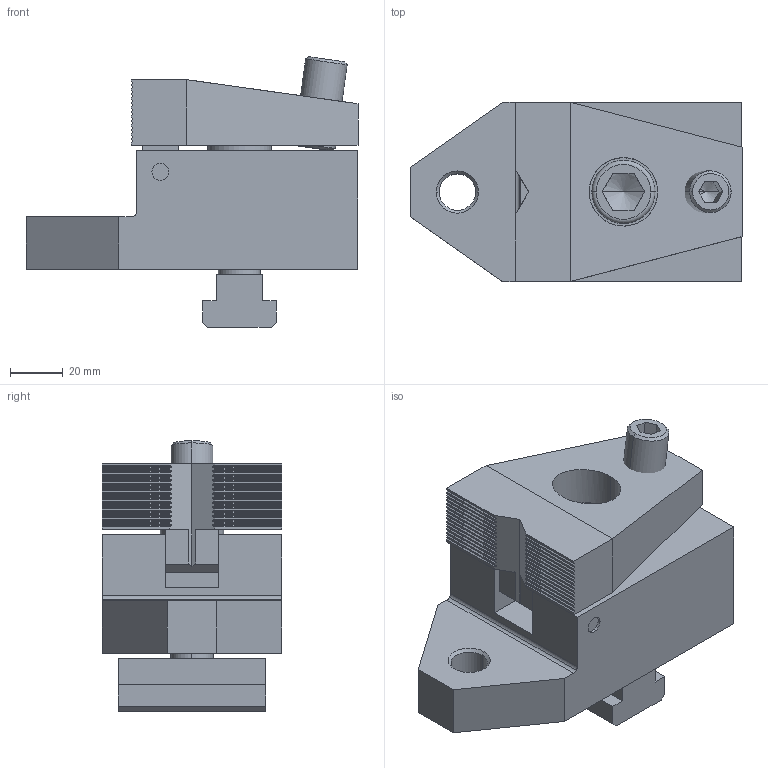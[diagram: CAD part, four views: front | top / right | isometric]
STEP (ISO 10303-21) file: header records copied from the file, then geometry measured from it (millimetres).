
FILE_DESCRIPTION(('STEP AP214'),'1');
FILE_NAME(' ',' ',('TraceParts'),('TraceParts S.A.'),'XStep 1.0',' ',' ');
FILE_SCHEMA(('automotive_design'));
Length unit declared in the file: millimetre
Products named in the file (6): 1; 2; 3; 4; 5; 6
Bounding box: 126 x 68 x 102.7 mm (x, y, z)
Volume: 412678 mm3; surface area: 68672.5 mm2
Topology: 6 solids, 6 shells, 228 faces, 621 edges, 405 vertices
Faces by surface type: plane 150, cylinder 56, cone 20, torus 2
Entity records: 7234 total; most frequent: CARTESIAN_POINT 1280, ORIENTED_EDGE 1234, DIRECTION 1208, EDGE_CURVE 617, LINE 470, VECTOR 470, VERTEX_POINT 405, AXIS2_PLACEMENT_3D 369
